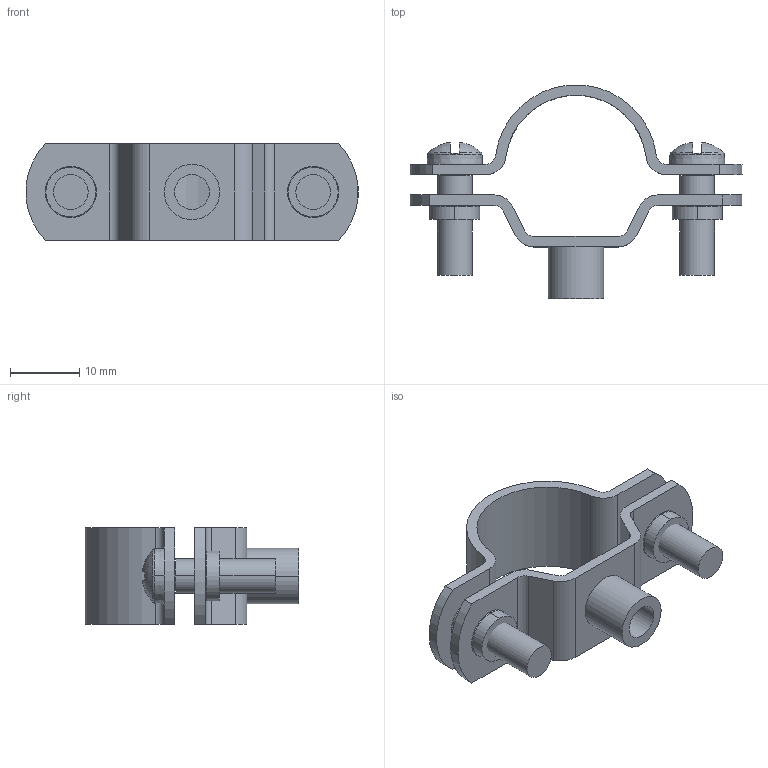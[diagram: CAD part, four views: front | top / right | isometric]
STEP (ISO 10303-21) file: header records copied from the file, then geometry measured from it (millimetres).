
FILE_DESCRIPTION (( 'STEP AP214' ), '1' );
FILE_NAME ('1383132.stp', '2019-06-05T13:15:45', ( '' ), ( '' ), 'SwSTEP 2.0', 'SolidWorks 2018', '' );
FILE_SCHEMA (( 'AUTOMOTIVE_DESIGN' ));
Length unit declared in the file: millimetre
Products named in the file (4): EM460-13-01_Standard; 1383132; EM630-01-01_Standard; BW001_M5 x 16
Assembly tree (4 placements, depth 2):
  1383132
    EM460-13-01_Standard
    EM630-01-01_Standard
    BW001_M5 x 16  x2
Bounding box: 47.94 x 30.86 x 14 mm (x, y, z)
Volume: 3284.2 mm3; surface area: 4687.3 mm2
Topology: 4 solids, 4 shells, 145 faces, 360 edges, 226 vertices
Faces by surface type: plane 75, cylinder 42, cone 16, torus 8, sphere 4
Entity records: 3336 total; most frequent: DIRECTION 592, CARTESIAN_POINT 582, ORIENTED_EDGE 520, EDGE_CURVE 260, AXIS2_PLACEMENT_3D 233, VERTEX_POINT 167, VECTOR 126, LINE 126
